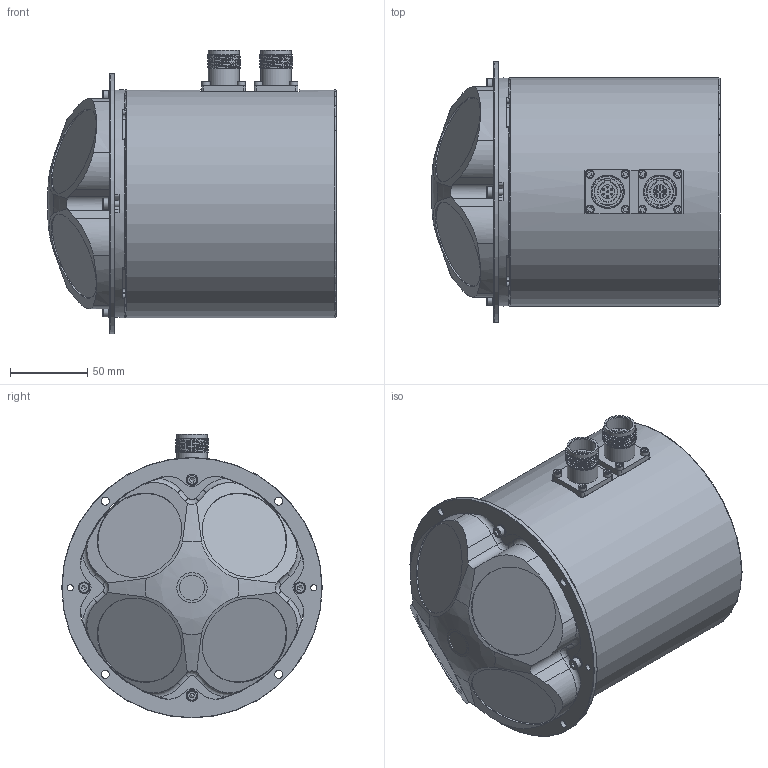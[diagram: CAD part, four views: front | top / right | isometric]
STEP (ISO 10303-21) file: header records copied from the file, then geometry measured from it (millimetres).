
FILE_DESCRIPTION(/* description */ (''),/* implementation_level */ '2;1');
FILE_NAME(/* name */ '8334-000-9902-A4-.stp',/* time_stamp */ '2026-01-20T13:12:44Z',/* author */ ('db'),/* organization */ (''),/* preprocessor_version */ 'ST-DEVELOPER v20',/* originating_system */ 'Autodesk Inventor 2025',/* authorisation */ '');
FILE_SCHEMA (('AUTOMOTIVE_DESIGN { 1 0 10303 214 3 1 1 }'));
Length unit declared in the file: millimetre
Products named in the file (1): 83340009902A4_Simplify_1
Bounding box: 187 x 169 x 184.2 mm (x, y, z)
Volume: 2927765.3 mm3; surface area: 138068.9 mm2
Topology: 1 solids, 1 shells, 535 faces, 1304 edges, 837 vertices
Faces by surface type: plane 263, cylinder 194, bspline 30, cone 28, torus 20
Full cylindrical faces by diameter (mm): 1.1 x14, 1.3 x7, 3.242 x4, 3.46 x2, 4 x6, 4.1 x2, 4.134 x4, 4.2 x6, 4.3 x2, 5.2 x4, 5.45 x8, 6 x4, 6.9 x2, 7 x2, 7.5 x4, 9 x2, 12.7 x1, 15 x2, 16.18 x1, 17 x2, 20 x4, 20.2 x8, 21.5 x8, 58.5 x4, 148 x1, 169 x1
Entity records: 19089 total; most frequent: CARTESIAN_POINT 5788, DIRECTION 2749, ORIENTED_EDGE 2584, EDGE_CURVE 1292, AXIS2_PLACEMENT_3D 1064, VERTEX_POINT 837, EDGE_LOOP 641, LINE 621
